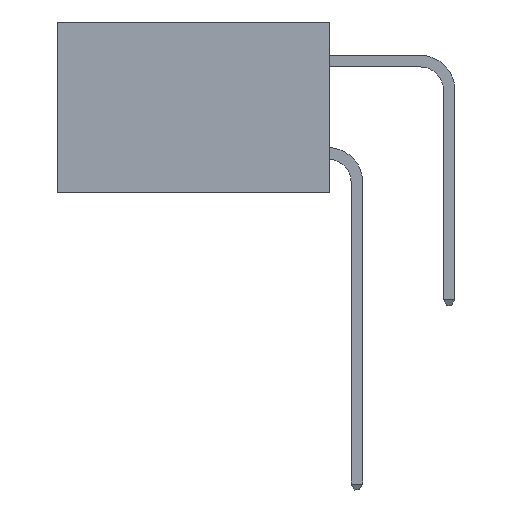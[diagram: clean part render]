
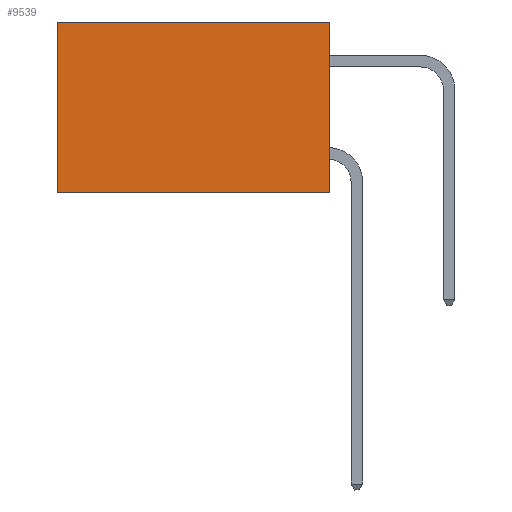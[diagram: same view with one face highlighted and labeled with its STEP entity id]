
A CAD part, left-side view. The second image highlights one B-rep face of the part: STEP entity #9539.
In plain terms, the highlighted planar face has unit normal (-1, 0, 0).
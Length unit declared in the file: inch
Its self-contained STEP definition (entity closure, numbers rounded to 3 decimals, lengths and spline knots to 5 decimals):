
#949 = DIRECTION ( 'NONE',  ( 1., 0., 0. ) ) ;
#1183 = CARTESIAN_POINT ( 'NONE',  ( 0.277, 0.59, 0. ) ) ;
#1394 = ORIENTED_EDGE ( 'NONE', *, *, #8499, .T. ) ;
#1402 = AXIS2_PLACEMENT_3D ( 'NONE', #8003, #949, #9168 ) ;
#2156 = ORIENTED_EDGE ( 'NONE', *, *, #9982, .T. ) ;
#2461 = VECTOR ( 'NONE', #10157, 39.37008 ) ;
#3949 = VERTEX_POINT ( 'NONE', #4388 ) ;
#4097 = DIRECTION ( 'NONE',  ( 0., 1., 0. ) ) ;
#4128 = CARTESIAN_POINT ( 'NONE',  ( 0.277, 0., 0. ) ) ;
#4388 = CARTESIAN_POINT ( 'NONE',  ( 0.277, 0., 0. ) ) ;
#5111 = VECTOR ( 'NONE', #4097, 39.37008 ) ;
#5463 = LINE ( 'NONE', #4128, #5111 ) ;
#5598 = CARTESIAN_POINT ( 'NONE',  ( 0.277, 0.59, -0.37 ) ) ;
#5654 = CARTESIAN_POINT ( 'NONE',  ( 0.277, 0., -0.37 ) ) ;
#5671 = PLANE ( 'NONE',  #1402 ) ;
#6069 = VECTOR ( 'NONE', #14806, 39.37008 ) ;
#6213 = VERTEX_POINT ( 'NONE', #5598 ) ;
#6383 = VERTEX_POINT ( 'NONE', #1183 ) ;
#6726 = LINE ( 'NONE', #8620, #12581 ) ;
#7355 = EDGE_CURVE ( 'NONE', #13176, #6213, #6726, .T. ) ;
#7932 = CARTESIAN_POINT ( 'NONE',  ( 0.277, 0., -0.37 ) ) ;
#7936 = DIRECTION ( 'NONE',  ( 0., 1., 0. ) ) ;
#8003 = CARTESIAN_POINT ( 'NONE',  ( 0.277, 0., -0.37 ) ) ;
#8118 = FACE_OUTER_BOUND ( 'NONE', #12008, .T. ) ;
#8381 = ORIENTED_EDGE ( 'NONE', *, *, #10495, .F. ) ;
#8499 = EDGE_CURVE ( 'NONE', #3949, #6383, #5463, .T. ) ;
#8620 = CARTESIAN_POINT ( 'NONE',  ( 0.277, 0., -0.37 ) ) ;
#9168 = DIRECTION ( 'NONE',  ( 0., 0., -1. ) ) ;
#9539 = ADVANCED_FACE ( 'NONE', ( #8118 ), #5671, .F. ) ;
#9982 = EDGE_CURVE ( 'NONE', #6383, #6213, #11741, .T. ) ;
#10157 = DIRECTION ( 'NONE',  ( 0., 0., -1. ) ) ;
#10495 = EDGE_CURVE ( 'NONE', #3949, #13176, #11900, .T. ) ;
#11741 = LINE ( 'NONE', #14734, #2461 ) ;
#11900 = LINE ( 'NONE', #7932, #6069 ) ;
#12008 = EDGE_LOOP ( 'NONE', ( #2156, #14346, #8381, #1394 ) ) ;
#12581 = VECTOR ( 'NONE', #7936, 39.37008 ) ;
#13176 = VERTEX_POINT ( 'NONE', #5654 ) ;
#14346 = ORIENTED_EDGE ( 'NONE', *, *, #7355, .F. ) ;
#14734 = CARTESIAN_POINT ( 'NONE',  ( 0.277, 0.59, -0.37 ) ) ;
#14806 = DIRECTION ( 'NONE',  ( 0., 0., -1. ) ) ;
